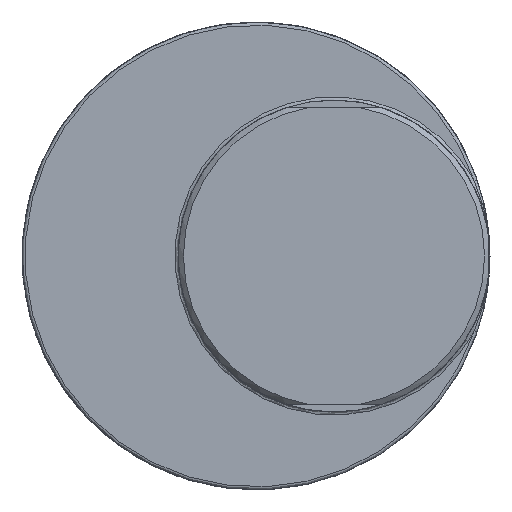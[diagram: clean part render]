
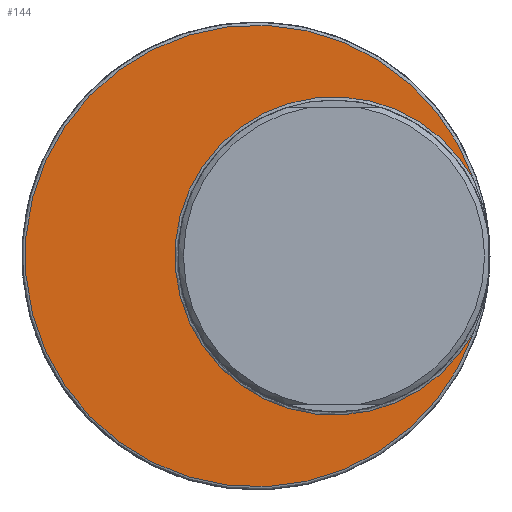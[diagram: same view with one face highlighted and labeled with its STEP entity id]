
A CAD part, left-side view. The second image highlights one B-rep face of the part: STEP entity #144.
In plain terms, the highlighted planar face has unit normal (-1, 0, 0).
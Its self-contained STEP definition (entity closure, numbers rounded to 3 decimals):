
#144=ADVANCED_FACE('',(#172),#161,.F.);
#161=PLANE('',#419);
#172=FACE_OUTER_BOUND('',#195,.T.);
#195=EDGE_LOOP('',(#268,#269));
#228=CIRCLE('',#417,20.4);
#229=CIRCLE('',#418,29.6);
#268=ORIENTED_EDGE('',*,*,#363,.F.);
#269=ORIENTED_EDGE('',*,*,#364,.T.);
#332=VERTEX_POINT('',#601);
#333=VERTEX_POINT('',#602);
#363=EDGE_CURVE('',#332,#333,#228,.T.);
#364=EDGE_CURVE('',#332,#333,#229,.T.);
#417=AXIS2_PLACEMENT_3D('',#600,#490,#491);
#418=AXIS2_PLACEMENT_3D('',#603,#492,#493);
#419=AXIS2_PLACEMENT_3D('',#604,#494,#495);
#490=DIRECTION('',(-1.,0.,0.));
#491=DIRECTION('',(0.,0.,-1.));
#492=DIRECTION('',(-1.,0.,0.));
#493=DIRECTION('',(0.,0.,-1.));
#494=DIRECTION('',(1.,0.,0.));
#495=DIRECTION('',(0.,0.,-1.));
#600=CARTESIAN_POINT('',(-3.,-10.,0.));
#601=CARTESIAN_POINT('',(-3.,-28.,9.6));
#602=CARTESIAN_POINT('',(-3.,-28.,-9.6));
#603=CARTESIAN_POINT('',(-3.,0.,0.));
#604=CARTESIAN_POINT('',(-3.,30.,0.));
